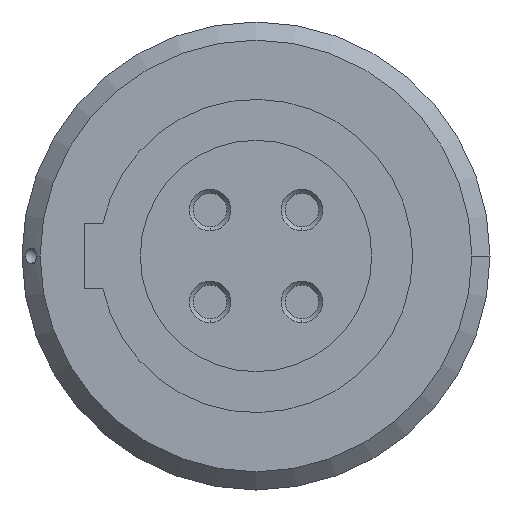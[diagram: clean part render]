
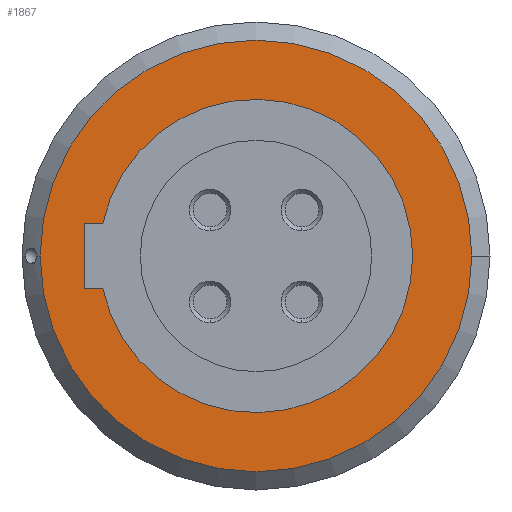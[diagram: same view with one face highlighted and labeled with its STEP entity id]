
A CAD part, left-side view. The second image highlights one B-rep face of the part: STEP entity #1867.
In plain terms, the highlighted planar face has unit normal (-1, 0, 0).
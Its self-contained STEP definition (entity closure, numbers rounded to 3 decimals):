
#362=CARTESIAN_POINT('',(-13.,0.,0.));
#363=DIRECTION('',(-1.,0.,0.));
#364=DIRECTION('',(0.,1.,0.));
#365=AXIS2_PLACEMENT_3D('',#362,#363,#364);
#367=CARTESIAN_POINT('',(-13.,0.,0.));
#368=DIRECTION('',(1.,0.,0.));
#369=DIRECTION('',(0.,1.,0.));
#370=AXIS2_PLACEMENT_3D('',#367,#368,#369);
#372=DIRECTION('',(0.,-1.,0.));
#373=VECTOR('',#372,0.706);
#374=CARTESIAN_POINT('',(-13.,6.6,1.25));
#375=LINE('',#374,#373);
#376=DIRECTION('',(0.,0.,1.));
#377=VECTOR('',#376,2.5);
#378=CARTESIAN_POINT('',(-13.,6.6,-1.25));
#379=LINE('',#378,#377);
#380=DIRECTION('',(0.,1.,0.));
#381=VECTOR('',#380,0.706);
#382=CARTESIAN_POINT('',(-13.,5.894,-1.25));
#383=LINE('',#382,#381);
#384=CARTESIAN_POINT('',(-13.,0.,0.));
#385=DIRECTION('',(1.,0.,0.));
#386=DIRECTION('',(0.,0.978,0.207));
#387=AXIS2_PLACEMENT_3D('',#384,#385,#386);
#1225=CARTESIAN_POINT('',(-13.,-8.3,0.));
#1226=VERTEX_POINT('',#1225);
#1227=CARTESIAN_POINT('',(-13.,8.3,0.));
#1228=VERTEX_POINT('',#1227);
#1427=CARTESIAN_POINT('',(-13.,5.894,1.25));
#1428=CARTESIAN_POINT('',(-13.,5.894,-1.25));
#1429=VERTEX_POINT('',#1427);
#1430=VERTEX_POINT('',#1428);
#1439=CARTESIAN_POINT('',(-13.,6.6,-1.25));
#1440=VERTEX_POINT('',#1439);
#1441=CARTESIAN_POINT('',(-13.,6.6,1.25));
#1442=VERTEX_POINT('',#1441);
#1848=CARTESIAN_POINT('',(-13.,0.,0.));
#1849=DIRECTION('',(1.,0.,0.));
#1850=DIRECTION('',(0.,-1.,0.));
#1851=AXIS2_PLACEMENT_3D('',#1848,#1849,#1850);
#1852=PLANE('',#1851);
#1853=ORIENTED_EDGE('',*,*,#1812,.F.);
#1854=ORIENTED_EDGE('',*,*,#1842,.T.);
#1855=EDGE_LOOP('',(#1853,#1854));
#1856=FACE_OUTER_BOUND('',#1855,.F.);
#1858=ORIENTED_EDGE('',*,*,#1857,.F.);
#1860=ORIENTED_EDGE('',*,*,#1859,.F.);
#1862=ORIENTED_EDGE('',*,*,#1861,.F.);
#1864=ORIENTED_EDGE('',*,*,#1863,.F.);
#1865=EDGE_LOOP('',(#1858,#1860,#1862,#1864));
#1866=FACE_BOUND('',#1865,.F.);
#1867=ADVANCED_FACE('',(#1856,#1866),#1852,.F.);
#366=CIRCLE('',#365,8.3);
#371=CIRCLE('',#370,8.3);
#388=CIRCLE('',#387,6.025);
#1812=EDGE_CURVE('',#1228,#1226,#366,.T.);
#1842=EDGE_CURVE('',#1228,#1226,#371,.T.);
#1857=EDGE_CURVE('',#1429,#1430,#388,.T.);
#1859=EDGE_CURVE('',#1442,#1429,#375,.T.);
#1861=EDGE_CURVE('',#1440,#1442,#379,.T.);
#1863=EDGE_CURVE('',#1430,#1440,#383,.T.);
